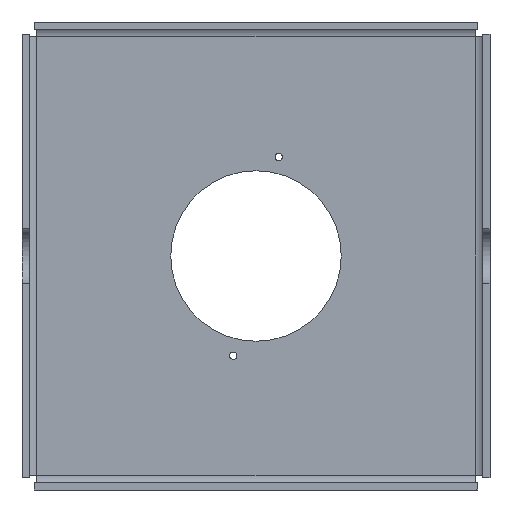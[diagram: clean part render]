
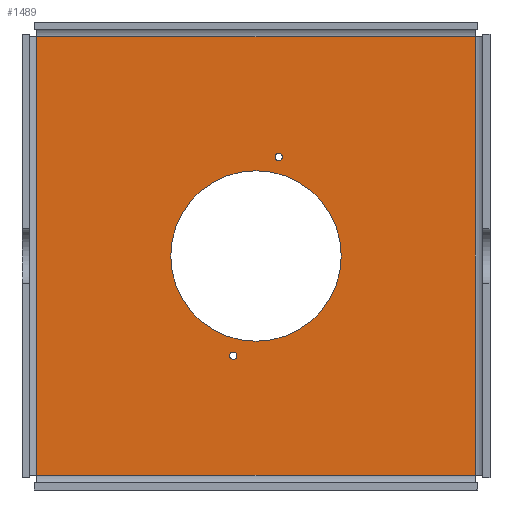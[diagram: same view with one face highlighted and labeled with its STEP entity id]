
A CAD part, front view. The second image highlights one B-rep face of the part: STEP entity #1489.
In plain terms, the highlighted planar face has unit normal (0, -1, 0).
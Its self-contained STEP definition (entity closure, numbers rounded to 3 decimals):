
#41=FACE_BOUND('',#274,.T.);
#42=FACE_BOUND('',#275,.T.);
#43=FACE_BOUND('',#276,.T.);
#93=PLANE('',#1655);
#170=FACE_OUTER_BOUND('',#273,.T.);
#273=EDGE_LOOP('',(#1368,#1369,#1370,#1371));
#274=EDGE_LOOP('',(#1372,#1373));
#275=EDGE_LOOP('',(#1374,#1375));
#276=EDGE_LOOP('',(#1376));
#291=LINE('',#2166,#430);
#296=LINE('',#2180,#435);
#300=LINE('',#2192,#439);
#304=LINE('',#2203,#443);
#430=VECTOR('',#1743,10.);
#435=VECTOR('',#1756,10.);
#439=VECTOR('',#1768,10.);
#443=VECTOR('',#1780,10.);
#579=CIRCLE('',#1540,2.);
#580=CIRCLE('',#1541,2.);
#582=CIRCLE('',#1544,2.);
#583=CIRCLE('',#1545,2.);
#623=CIRCLE('',#1621,47.);
#648=VERTEX_POINT('',#2148);
#649=VERTEX_POINT('',#2149);
#651=VERTEX_POINT('',#2156);
#652=VERTEX_POINT('',#2157);
#654=VERTEX_POINT('',#2164);
#655=VERTEX_POINT('',#2165);
#660=VERTEX_POINT('',#2179);
#664=VERTEX_POINT('',#2191);
#735=VERTEX_POINT('',#2395);
#789=EDGE_CURVE('',#648,#649,#579,.T.);
#790=EDGE_CURVE('',#649,#648,#580,.T.);
#793=EDGE_CURVE('',#651,#652,#582,.T.);
#794=EDGE_CURVE('',#652,#651,#583,.T.);
#797=EDGE_CURVE('',#654,#655,#291,.T.);
#804=EDGE_CURVE('',#655,#660,#296,.T.);
#810=EDGE_CURVE('',#660,#664,#300,.T.);
#816=EDGE_CURVE('',#664,#654,#304,.T.);
#913=EDGE_CURVE('',#735,#735,#623,.T.);
#1368=ORIENTED_EDGE('',*,*,#816,.T.);
#1369=ORIENTED_EDGE('',*,*,#797,.T.);
#1370=ORIENTED_EDGE('',*,*,#804,.T.);
#1371=ORIENTED_EDGE('',*,*,#810,.T.);
#1372=ORIENTED_EDGE('',*,*,#789,.T.);
#1373=ORIENTED_EDGE('',*,*,#790,.T.);
#1374=ORIENTED_EDGE('',*,*,#793,.T.);
#1375=ORIENTED_EDGE('',*,*,#794,.T.);
#1376=ORIENTED_EDGE('',*,*,#913,.T.);
#1489=ADVANCED_FACE('',(#170,#41,#42,#43),#93,.F.);
#1540=AXIS2_PLACEMENT_3D('',#2150,#1725,#1726);
#1541=AXIS2_PLACEMENT_3D('',#2151,#1727,#1728);
#1544=AXIS2_PLACEMENT_3D('',#2158,#1734,#1735);
#1545=AXIS2_PLACEMENT_3D('',#2159,#1736,#1737);
#1621=AXIS2_PLACEMENT_3D('',#2397,#1967,#1968);
#1655=AXIS2_PLACEMENT_3D('',#2507,#2086,#2087);
#1725=DIRECTION('center_axis',(0.,1.,0.));
#1726=DIRECTION('ref_axis',(1.,0.,0.));
#1727=DIRECTION('center_axis',(0.,1.,0.));
#1728=DIRECTION('ref_axis',(1.,0.,0.));
#1734=DIRECTION('center_axis',(0.,1.,0.));
#1735=DIRECTION('ref_axis',(1.,0.,0.));
#1736=DIRECTION('center_axis',(0.,1.,0.));
#1737=DIRECTION('ref_axis',(1.,0.,0.));
#1743=DIRECTION('',(1.,0.,0.));
#1756=DIRECTION('',(0.,0.,1.));
#1768=DIRECTION('',(-1.,0.,0.));
#1780=DIRECTION('',(0.,0.,-1.));
#1967=DIRECTION('center_axis',(0.,1.,0.));
#1968=DIRECTION('ref_axis',(1.,0.,0.));
#2086=DIRECTION('center_axis',(0.,1.,0.));
#2087=DIRECTION('ref_axis',(0.,0.,1.));
#2148=CARTESIAN_POINT('',(-110.5,0.,-70.5));
#2149=CARTESIAN_POINT('',(-114.5,0.,-70.5));
#2150=CARTESIAN_POINT('Origin',(-112.5,0.,-70.5));
#2151=CARTESIAN_POINT('Origin',(-112.5,0.,-70.5));
#2156=CARTESIAN_POINT('',(-135.5,0.,-180.));
#2157=CARTESIAN_POINT('',(-139.5,0.,-180.));
#2158=CARTESIAN_POINT('Origin',(-137.5,0.,-180.));
#2159=CARTESIAN_POINT('Origin',(-137.5,0.,-180.));
#2164=CARTESIAN_POINT('',(-246.,0.,-246.));
#2165=CARTESIAN_POINT('',(-4.,0.,-246.));
#2166=CARTESIAN_POINT('',(-64.5,0.,-246.));
#2179=CARTESIAN_POINT('',(-4.,0.,-4.));
#2180=CARTESIAN_POINT('',(-4.,0.,-64.5));
#2191=CARTESIAN_POINT('',(-246.,0.,-4.));
#2192=CARTESIAN_POINT('',(-185.5,0.,-4.));
#2203=CARTESIAN_POINT('',(-246.,0.,-185.5));
#2395=CARTESIAN_POINT('',(-172.,0.,-125.));
#2397=CARTESIAN_POINT('Origin',(-125.,0.,-125.));
#2507=CARTESIAN_POINT('Origin',(-125.,0.,-125.));
